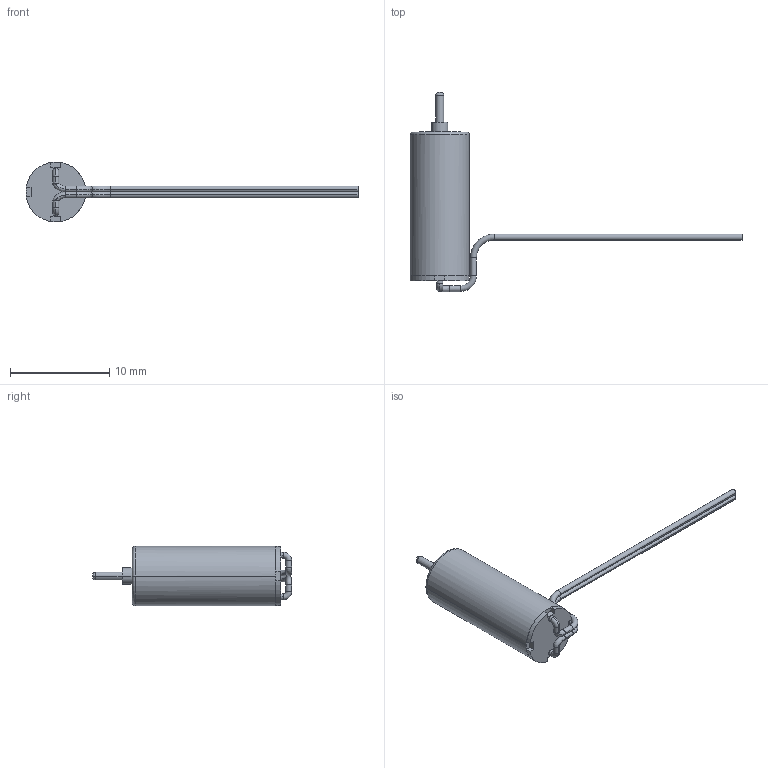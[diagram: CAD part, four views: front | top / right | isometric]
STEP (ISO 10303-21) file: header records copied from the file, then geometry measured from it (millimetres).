
FILE_DESCRIPTION(('Open CASCADE Model'),'2;1');
FILE_NAME('Open CASCADE Shape Model','2013-02-18T22:45:00',('Author'),( 'Open CASCADE'),'Open CASCADE STEP processor 6.3','Open CASCADE 6.3' ,'Unknown');
FILE_SCHEMA(('AUTOMOTIVE_DESIGN_CC2 { 1 2 10303 214 -1 1 5 4 }'));
Length unit declared in the file: millimetre
Products named in the file (1): crazyfile_full_asm_v1004
Bounding box: 33.5 x 20.1 x 6 mm (x, y, z)
Volume: 447.1 mm3; surface area: 488.8 mm2
Topology: 1 solids, 1 shells, 76 faces, 170 edges, 100 vertices
Faces by surface type: cylinder 30, plane 26, torus 14, bspline 6
Entity records: 6159 total; most frequent: CARTESIAN_POINT 3003, DIRECTION 514, ORIENTED_EDGE 340, PCURVE 340, DEFINITIONAL_REPRESENTATION 340, B_SPLINE_CURVE_WITH_KNOTS 220, EDGE_CURVE 170, SURFACE_CURVE 170
